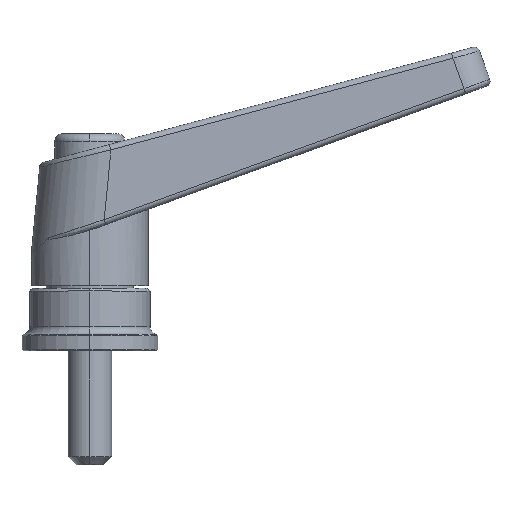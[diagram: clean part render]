
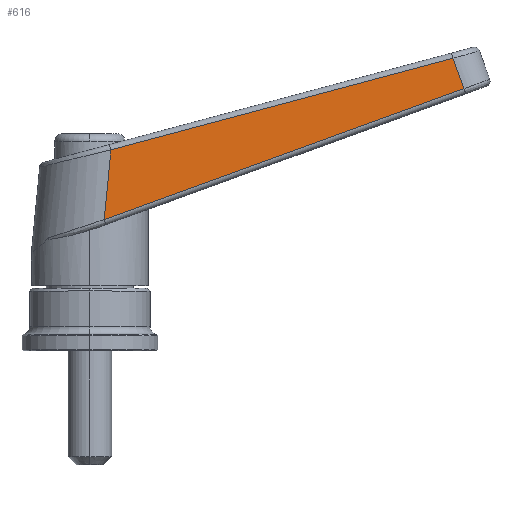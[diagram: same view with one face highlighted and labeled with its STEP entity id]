
A CAD part, top view. The second image highlights one B-rep face of the part: STEP entity #616.
In plain terms, the highlighted planar face has unit normal (0.087, 0, 0.996).
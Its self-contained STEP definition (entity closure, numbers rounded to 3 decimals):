
#466=VERTEX_POINT('',#1327);
#484=EDGE_CURVE('',#784,#508,#1349,.T.);
#508=VERTEX_POINT('',#1373);
#600=EDGE_CURVE('',#996,#784,#1472,.T.);
#616=ADVANCED_FACE('',(#1489),#1490,.F.);
#784=VERTEX_POINT('',#1675);
#996=VERTEX_POINT('',#1922);
#1160=EDGE_CURVE('',#466,#996,#2103,.T.);
#1256=EDGE_CURVE('',#508,#466,#2210,.T.);
#1327=CARTESIAN_POINT('',(2.647,24.155,11.563));
#1349=LINE('',#2357,#2358);
#1373=CARTESIAN_POINT('',(3.882,36.981,11.455));
#1472=LINE('',#2574,#2575);
#1489=FACE_OUTER_BOUND('',#2642,.T.);
#1490=PLANE('',#2643);
#1675=CARTESIAN_POINT('',(66.89,53.864,5.943));
#1922=CARTESIAN_POINT('',(68.923,48.278,5.765));
#2103=LINE('',#3959,#3960);
#2210=LINE('',#4137,#4138);
#2357=CARTESIAN_POINT('',(66.89,53.864,5.943));
#2358=VECTOR('',#4289,65.463);
#2574=CARTESIAN_POINT('',(68.923,48.278,5.765));
#2575=VECTOR('',#4411,5.948);
#2642=EDGE_LOOP('',(#4425,#4426,#4427,#4428));
#2643=AXIS2_PLACEMENT_3D('',#4429,#4430,#4431);
#3959=CARTESIAN_POINT('',(2.647,24.155,11.563));
#3960=VECTOR('',#5192,70.768);
#4137=CARTESIAN_POINT('',(3.882,36.981,11.455));
#4138=VECTOR('',#5315,12.886);
#4289=DIRECTION('',(-0.962,-0.258,0.084));
#4411=DIRECTION('',(-0.342,0.939,0.03));
#4425=ORIENTED_EDGE('',*,*,#600,.T.);
#4426=ORIENTED_EDGE('',*,*,#484,.T.);
#4427=ORIENTED_EDGE('',*,*,#1256,.T.);
#4428=ORIENTED_EDGE('',*,*,#1160,.T.);
#4429=CARTESIAN_POINT('',(1.024,63.0,11.705));
#4430=DIRECTION('',(-0.087,0.0,-0.996));
#4431=DIRECTION('',(-0.996,0.0,0.087));
#5192=DIRECTION('',(0.937,0.341,-0.082));
#5315=DIRECTION('',(-0.096,-0.995,0.008));
